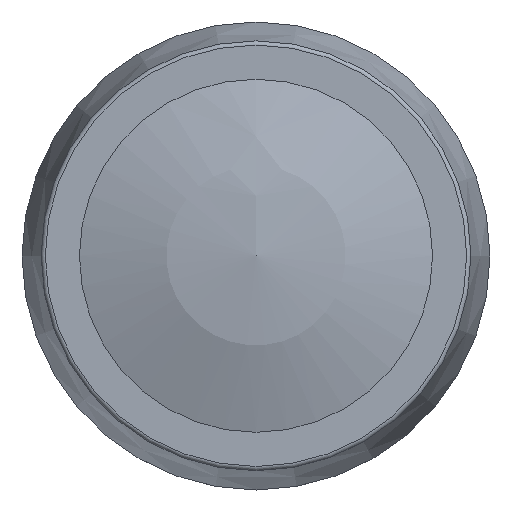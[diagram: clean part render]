
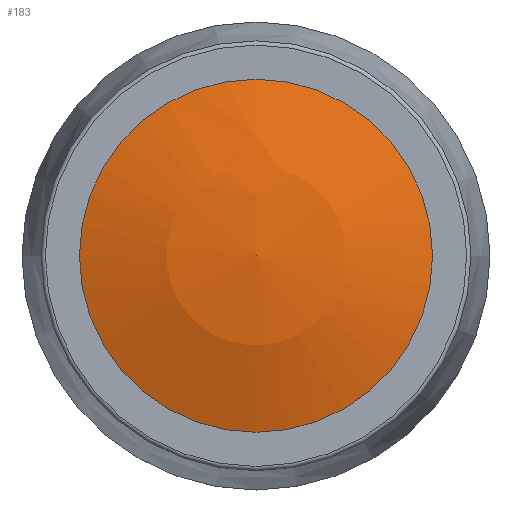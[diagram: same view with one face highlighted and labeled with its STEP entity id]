
A CAD part, top view. The second image highlights one B-rep face of the part: STEP entity #183.
In plain terms, the highlighted spherical face has radius 23.713 mm.
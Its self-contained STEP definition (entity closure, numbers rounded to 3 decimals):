
#183 = ADVANCED_FACE( '', ( #412 ), #413, .T. );
#412 = FACE_OUTER_BOUND( '', #652, .T. );
#413 = SPHERICAL_SURFACE( '', #653, 23.713 );
#652 = EDGE_LOOP( '', ( #1008 ) );
#653 = AXIS2_PLACEMENT_3D( '', #1009, #1010, #1011 );
#1008 = ORIENTED_EDGE( '', *, *, #1179, .T. );
#1009 = CARTESIAN_POINT( '', ( 0., 0., -5.713 ) );
#1010 = DIRECTION( '', ( 0., 0., 1. ) );
#1011 = DIRECTION( '', ( 0., 1., 0. ) );
#1179 = EDGE_CURVE( '', #1366, #1366, #1367, .T. );
#1366 = VERTEX_POINT( '', #1668 );
#1367 = CIRCLE( '', #1669, 8.3 );
#1668 = CARTESIAN_POINT( '', ( 8.3, 0., 16.5 ) );
#1669 = AXIS2_PLACEMENT_3D( '', #1831, #1832, #1833 );
#1831 = CARTESIAN_POINT( '', ( 0., 0., 16.5 ) );
#1832 = DIRECTION( '', ( 0., 0., 1. ) );
#1833 = DIRECTION( '', ( 1., 0., 0. ) );
